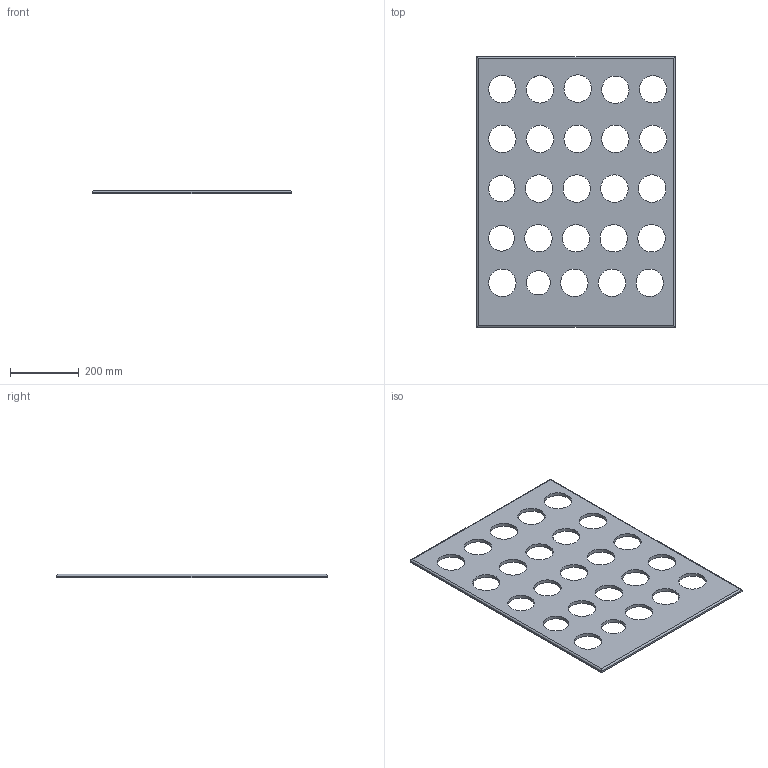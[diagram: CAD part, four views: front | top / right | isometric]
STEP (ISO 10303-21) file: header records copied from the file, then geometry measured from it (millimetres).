
FILE_DESCRIPTION(('CATIA V5 STEP Exchange','CAx-IF Rec.Pracs.--- Model Styling and Organization---1.5--- 2016-08-15','CAx-IF Rec.Pracs.---Supplemental Geometry---1.0---2011-11-01','CAx-IF Rec.Pracs.--- Composite Materials ---3.4---2017-06-13','CAx-IF Rec.Pracs.---Tessellated 3D Geometry---1.0---2015-12-17'),'2;1');
FILE_NAME('IKea_Samla_LockNot.stp','2026-01-26T13:13:18+00:00',('none'),('none'),'CATIA Version 5-6 Release 2023 SP4','CATIA V5 STEP AP242 v3','none');
FILE_SCHEMA(('AP242_MANAGED_MODEL_BASED_3D_ENGINEERING_MIM_LF {1 0 10303 442 1 1 4}'));
Length unit declared in the file: millimetre
Products named in the file (1): IKea_Samla_LockNot
Bounding box: 580 x 790 x 10 mm (x, y, z)
Volume: 3331516.1 mm3; surface area: 753026.6 mm2
Topology: 1 solids, 1 shells, 60 faces, 170 edges, 112 vertices
Faces by surface type: cylinder 54, plane 6
Entity records: 1934 total; most frequent: CARTESIAN_POINT 362, ORIENTED_EDGE 340, DIRECTION 236, EDGE_CURVE 170, AXIS2_PLACEMENT_3D 136, VERTEX_POINT 112, EDGE_LOOP 110, CIRCLE 100
